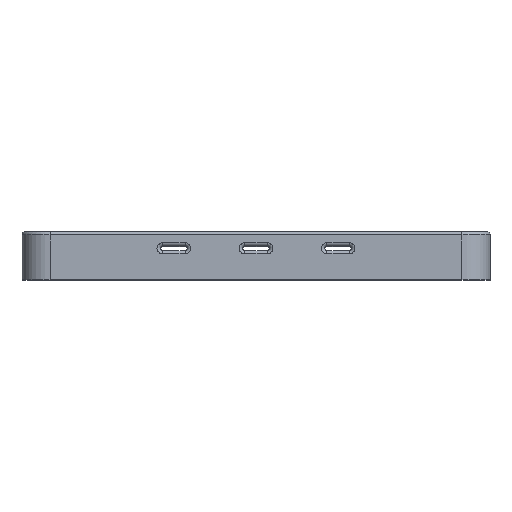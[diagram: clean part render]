
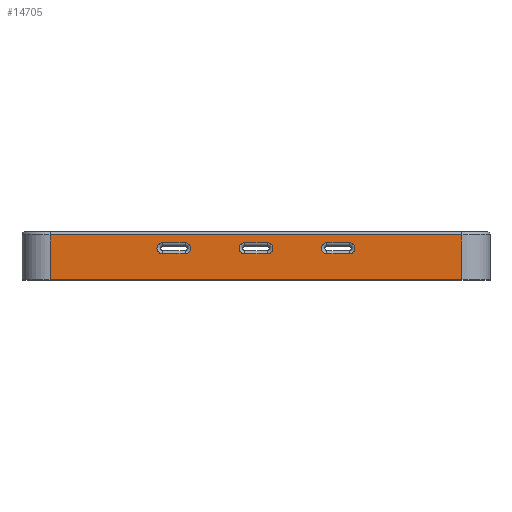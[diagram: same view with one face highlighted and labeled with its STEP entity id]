
A CAD part, top view. The second image highlights one B-rep face of the part: STEP entity #14705.
In plain terms, the highlighted planar face has unit normal (0, 0, 1).
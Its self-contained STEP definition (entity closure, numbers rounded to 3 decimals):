
#137 = LINE ( 'NONE', #1486, #139 ) ;
#139 = VECTOR ( 'NONE', #1487, 1000. ) ;
#317 = CIRCLE ( 'NONE', #29158, 5. ) ;
#336 = LINE ( 'NONE', #1982, #339 ) ;
#338 = CIRCLE ( 'NONE', #29160, 5. ) ;
#339 = VECTOR ( 'NONE', #1986, 1000. ) ;
#340 = LINE ( 'NONE', #1984, #342 ) ;
#341 = CIRCLE ( 'NONE', #29159, 5. ) ;
#342 = VECTOR ( 'NONE', #1967, 1000. ) ;
#343 = LINE ( 'NONE', #1989, #345 ) ;
#344 = CIRCLE ( 'NONE', #29162, 5. ) ;
#345 = VECTOR ( 'NONE', #1991, 1000. ) ;
#346 = LINE ( 'NONE', #2009, #348 ) ;
#347 = CIRCLE ( 'NONE', #29161, 5. ) ;
#348 = VECTOR ( 'NONE', #2000, 1000. ) ;
#349 = LINE ( 'NONE', #2013, #351 ) ;
#350 = LINE ( 'NONE', #2049, #359 ) ;
#351 = VECTOR ( 'NONE', #2015, 1000. ) ;
#352 = LINE ( 'NONE', #2033, #354 ) ;
#353 = CIRCLE ( 'NONE', #29163, 5. ) ;
#354 = VECTOR ( 'NONE', #2024, 1000. ) ;
#355 = LINE ( 'NONE', #2037, #357 ) ;
#357 = VECTOR ( 'NONE', #2039, 1000. ) ;
#358 = LINE ( 'NONE', #2062, #361 ) ;
#359 = VECTOR ( 'NONE', #2059, 1000. ) ;
#361 = VECTOR ( 'NONE', #2065, 1000. ) ;
#1486 = CARTESIAN_POINT ( 'NONE',  ( 183., -3., 158. ) ) ;
#1487 = DIRECTION ( 'NONE',  ( -1., 0., 0. ) ) ;
#1967 = DIRECTION ( 'NONE',  ( -1., 0., 0. ) ) ;
#1982 = CARTESIAN_POINT ( 'NONE',  ( -208., 30., 158. ) ) ;
#1984 = CARTESIAN_POINT ( 'NONE',  ( -208., 20., 158. ) ) ;
#1986 = DIRECTION ( 'NONE',  ( 1., 0., 0. ) ) ;
#1989 = CARTESIAN_POINT ( 'NONE',  ( -208., 30., 158. ) ) ;
#1991 = DIRECTION ( 'NONE',  ( 1., 0., 0. ) ) ;
#1993 = CARTESIAN_POINT ( 'NONE',  ( -63., 25., 158. ) ) ;
#1995 = DIRECTION ( 'NONE',  ( 0., 0., -1. ) ) ;
#1997 = DIRECTION ( 'NONE',  ( -1., 0., 0. ) ) ;
#2000 = DIRECTION ( 'NONE',  ( -1., 0., 0. ) ) ;
#2004 = CARTESIAN_POINT ( 'NONE',  ( -83., 25., 158. ) ) ;
#2006 = DIRECTION ( 'NONE',  ( 0., 0., -1. ) ) ;
#2008 = DIRECTION ( 'NONE',  ( -1., 0., 0. ) ) ;
#2009 = CARTESIAN_POINT ( 'NONE',  ( -208., 20., 158. ) ) ;
#2013 = CARTESIAN_POINT ( 'NONE',  ( -208., 30., 158. ) ) ;
#2015 = DIRECTION ( 'NONE',  ( 1., 0., 0. ) ) ;
#2017 = CARTESIAN_POINT ( 'NONE',  ( 10., 25., 158. ) ) ;
#2019 = DIRECTION ( 'NONE',  ( 0., 0., -1. ) ) ;
#2020 = DIRECTION ( 'NONE',  ( -1., 0., 0. ) ) ;
#2024 = DIRECTION ( 'NONE',  ( -1., 0., 0. ) ) ;
#2028 = CARTESIAN_POINT ( 'NONE',  ( -10., 25., 158. ) ) ;
#2029 = DIRECTION ( 'NONE',  ( 0., 0., -1. ) ) ;
#2031 = DIRECTION ( 'NONE',  ( -1., 0., 0. ) ) ;
#2033 = CARTESIAN_POINT ( 'NONE',  ( -208., 20., 158. ) ) ;
#2037 = CARTESIAN_POINT ( 'NONE',  ( 183., 50., 158. ) ) ;
#2039 = DIRECTION ( 'NONE',  ( 0., 1., 0. ) ) ;
#2040 = CARTESIAN_POINT ( 'NONE',  ( 83., 25., 158. ) ) ;
#2042 = DIRECTION ( 'NONE',  ( 0., 0., -1. ) ) ;
#2044 = DIRECTION ( 'NONE',  ( -1., 0., 0. ) ) ;
#2049 = CARTESIAN_POINT ( 'NONE',  ( -183., 37., 158. ) ) ;
#2051 = CARTESIAN_POINT ( 'NONE',  ( 63., 25., 158. ) ) ;
#2053 = DIRECTION ( 'NONE',  ( 0., 0., -1. ) ) ;
#2055 = DIRECTION ( 'NONE',  ( -1., 0., 0. ) ) ;
#2059 = DIRECTION ( 'NONE',  ( -1., 0., 0. ) ) ;
#2062 = CARTESIAN_POINT ( 'NONE',  ( -183., 50., 158. ) ) ;
#2065 = DIRECTION ( 'NONE',  ( 0., -1., 0. ) ) ;
#2128 = VERTEX_POINT ( 'NONE', #6395 ) ;
#2135 = VERTEX_POINT ( 'NONE', #6359 ) ;
#2136 = VERTEX_POINT ( 'NONE', #6361 ) ;
#2146 = VERTEX_POINT ( 'NONE', #6329 ) ;
#2155 = VERTEX_POINT ( 'NONE', #6168 ) ;
#2160 = VERTEX_POINT ( 'NONE', #6237 ) ;
#2172 = VERTEX_POINT ( 'NONE', #6162 ) ;
#2182 = VERTEX_POINT ( 'NONE', #6217 ) ;
#2186 = VERTEX_POINT ( 'NONE', #6215 ) ;
#2193 = VERTEX_POINT ( 'NONE', #6222 ) ;
#2196 = VERTEX_POINT ( 'NONE', #6221 ) ;
#2198 = VERTEX_POINT ( 'NONE', #6275 ) ;
#2207 = VERTEX_POINT ( 'NONE', #6520 ) ;
#2211 = VERTEX_POINT ( 'NONE', #6504 ) ;
#6162 = CARTESIAN_POINT ( 'NONE',  ( 10., 30., 158. ) ) ;
#6168 = CARTESIAN_POINT ( 'NONE',  ( -10., 20., 158. ) ) ;
#6215 = CARTESIAN_POINT ( 'NONE',  ( -63., 20., 158. ) ) ;
#6217 = CARTESIAN_POINT ( 'NONE',  ( -83., 20., 158. ) ) ;
#6221 = CARTESIAN_POINT ( 'NONE',  ( 183., 37., 158. ) ) ;
#6222 = CARTESIAN_POINT ( 'NONE',  ( -10., 30., 158. ) ) ;
#6237 = CARTESIAN_POINT ( 'NONE',  ( 10., 20., 158. ) ) ;
#6275 = CARTESIAN_POINT ( 'NONE',  ( 63., 30., 158. ) ) ;
#6329 = CARTESIAN_POINT ( 'NONE',  ( 83., 30., 158. ) ) ;
#6359 = CARTESIAN_POINT ( 'NONE',  ( 63., 20., 158. ) ) ;
#6361 = CARTESIAN_POINT ( 'NONE',  ( 83., 20., 158. ) ) ;
#6395 = CARTESIAN_POINT ( 'NONE',  ( -183., 37., 158. ) ) ;
#6504 = CARTESIAN_POINT ( 'NONE',  ( -63., 30., 158. ) ) ;
#6520 = CARTESIAN_POINT ( 'NONE',  ( -83., 30., 158. ) ) ;
#6822 = FACE_BOUND ( 'NONE', #9244, .T. ) ;
#9233 = EDGE_LOOP ( 'NONE', ( #10829, #10830, #10831, #10832 ) ) ;
#9244 = EDGE_LOOP ( 'NONE', ( #10821, #10822, #10823, #10824 ) ) ;
#9251 = EDGE_LOOP ( 'NONE', ( #10825, #10826, #10827, #10828 ) ) ;
#9253 = EDGE_LOOP ( 'NONE', ( #10817, #10818, #10819, #10820 ) ) ;
#10817 = ORIENTED_EDGE ( 'NONE', *, *, #16495, .T. ) ;
#10818 = ORIENTED_EDGE ( 'NONE', *, *, #16496, .T. ) ;
#10819 = ORIENTED_EDGE ( 'NONE', *, *, #16497, .T. ) ;
#10820 = ORIENTED_EDGE ( 'NONE', *, *, #16498, .T. ) ;
#10821 = ORIENTED_EDGE ( 'NONE', *, *, #16499, .T. ) ;
#10822 = ORIENTED_EDGE ( 'NONE', *, *, #16500, .T. ) ;
#10823 = ORIENTED_EDGE ( 'NONE', *, *, #16501, .T. ) ;
#10824 = ORIENTED_EDGE ( 'NONE', *, *, #16502, .T. ) ;
#10825 = ORIENTED_EDGE ( 'NONE', *, *, #16503, .T. ) ;
#10826 = ORIENTED_EDGE ( 'NONE', *, *, #16504, .T. ) ;
#10827 = ORIENTED_EDGE ( 'NONE', *, *, #16505, .T. ) ;
#10828 = ORIENTED_EDGE ( 'NONE', *, *, #16506, .T. ) ;
#10829 = ORIENTED_EDGE ( 'NONE', *, *, #16507, .T. ) ;
#10830 = ORIENTED_EDGE ( 'NONE', *, *, #16508, .T. ) ;
#10831 = ORIENTED_EDGE ( 'NONE', *, *, #16509, .T. ) ;
#10832 = ORIENTED_EDGE ( 'NONE', *, *, #16360, .F. ) ;
#13661 = VERTEX_POINT ( 'NONE', #24348 ) ;
#13663 = VERTEX_POINT ( 'NONE', #24349 ) ;
#14705 = ADVANCED_FACE ( 'NONE', ( #20172, #6822, #20167, #20165 ), #25442, .F. ) ;
#16360 = EDGE_CURVE ( 'NONE', #13661, #13663, #137, .T. ) ;
#16495 = EDGE_CURVE ( 'NONE', #2207, #2211, #336, .T. ) ;
#16496 = EDGE_CURVE ( 'NONE', #2211, #2186, #317, .T. ) ;
#16497 = EDGE_CURVE ( 'NONE', #2186, #2182, #340, .T. ) ;
#16498 = EDGE_CURVE ( 'NONE', #2182, #2207, #341, .T. ) ;
#16499 = EDGE_CURVE ( 'NONE', #2193, #2172, #343, .T. ) ;
#16500 = EDGE_CURVE ( 'NONE', #2172, #2160, #338, .T. ) ;
#16501 = EDGE_CURVE ( 'NONE', #2160, #2155, #346, .T. ) ;
#16502 = EDGE_CURVE ( 'NONE', #2155, #2193, #347, .T. ) ;
#16503 = EDGE_CURVE ( 'NONE', #2198, #2146, #349, .T. ) ;
#16504 = EDGE_CURVE ( 'NONE', #2146, #2136, #344, .T. ) ;
#16505 = EDGE_CURVE ( 'NONE', #2136, #2135, #352, .T. ) ;
#16506 = EDGE_CURVE ( 'NONE', #2135, #2198, #353, .T. ) ;
#16507 = EDGE_CURVE ( 'NONE', #13661, #2196, #355, .T. ) ;
#16508 = EDGE_CURVE ( 'NONE', #2196, #2128, #350, .T. ) ;
#16509 = EDGE_CURVE ( 'NONE', #2128, #13663, #358, .T. ) ;
#17897 = AXIS2_PLACEMENT_3D ( 'NONE', #25440, #25438, #25443 ) ;
#20165 = FACE_OUTER_BOUND ( 'NONE', #9233, .T. ) ;
#20167 = FACE_BOUND ( 'NONE', #9251, .T. ) ;
#20172 = FACE_BOUND ( 'NONE', #9253, .T. ) ;
#24348 = CARTESIAN_POINT ( 'NONE',  ( 183., -3., 158. ) ) ;
#24349 = CARTESIAN_POINT ( 'NONE',  ( -183., -3., 158. ) ) ;
#25438 = DIRECTION ( 'NONE',  ( 0., 0., -1. ) ) ;
#25440 = CARTESIAN_POINT ( 'NONE',  ( -208., 50., 158. ) ) ;
#25442 = PLANE ( 'NONE',  #17897 ) ;
#25443 = DIRECTION ( 'NONE',  ( -1., 0., 0. ) ) ;
#29158 = AXIS2_PLACEMENT_3D ( 'NONE', #1993, #1995, #1997 ) ;
#29159 = AXIS2_PLACEMENT_3D ( 'NONE', #2004, #2006, #2008 ) ;
#29160 = AXIS2_PLACEMENT_3D ( 'NONE', #2017, #2019, #2020 ) ;
#29161 = AXIS2_PLACEMENT_3D ( 'NONE', #2028, #2029, #2031 ) ;
#29162 = AXIS2_PLACEMENT_3D ( 'NONE', #2040, #2042, #2044 ) ;
#29163 = AXIS2_PLACEMENT_3D ( 'NONE', #2051, #2053, #2055 ) ;
